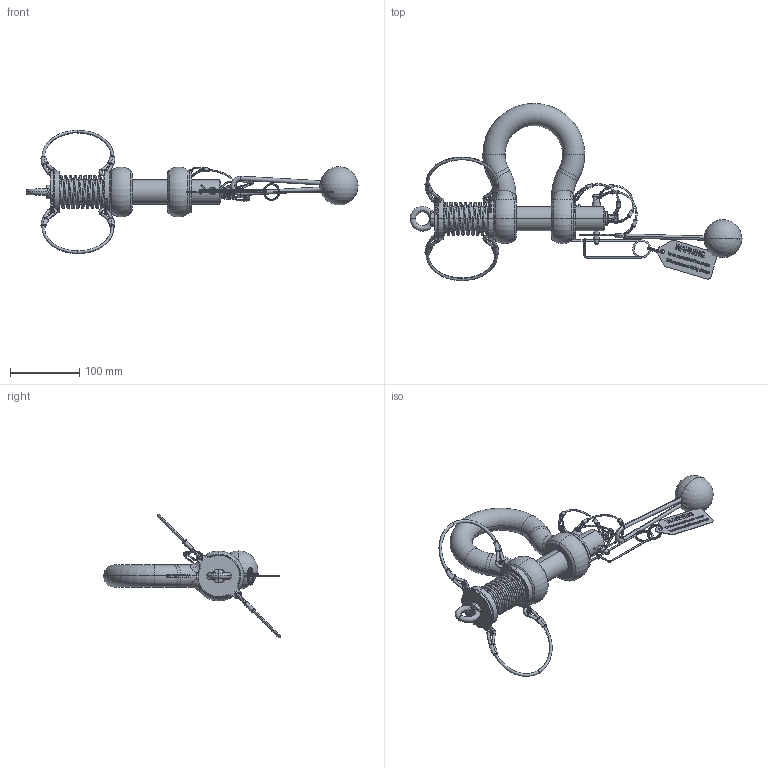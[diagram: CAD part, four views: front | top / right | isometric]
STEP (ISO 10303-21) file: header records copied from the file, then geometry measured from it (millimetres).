
FILE_DESCRIPTION(('STEP AP203'),'1');
FILE_NAME('POGHMB32ROVSRL.stp','2014-03-28T16:16:09',('TraceParts'),('TraceParts S.A.'),'XStep 1.0',' ',' ');
FILE_SCHEMA(('CONFIG_CONTROL_DESIGN'));
Length unit declared in the file: millimetre
Products named in the file (30): 1; 2; 3; 4; 5; 6; 7; 8; 9; 10; 11; 12; 13; 14; 15; 16; 17; 18; 19; 20; 21; 22; 23; 24; 25; 26; 27; 28; 29; 30
Bounding box: 478.74 x 255.47 x 177.94 mm (x, y, z)
Volume: 813714.5 mm3; surface area: 165905.8 mm2
Topology: 30 solids, 31 shells, 1694 faces, 4332 edges, 2752 vertices
Faces by surface type: plane 622, bspline 592, torus 230, cylinder 178, cone 64, sphere 8
Entity records: 128652 total; most frequent: CARTESIAN_POINT 90855, ORIENTED_EDGE 8620, DIRECTION 5742, EDGE_CURVE 4310, VERTEX_POINT 2752, AXIS2_PLACEMENT_3D 1975, EDGE_LOOP 1824, LINE 1792
